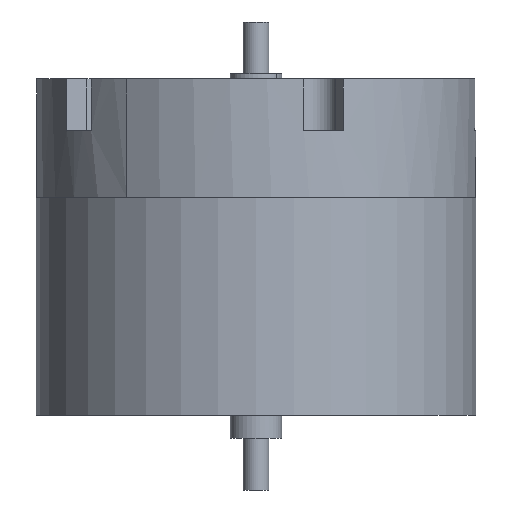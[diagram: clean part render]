
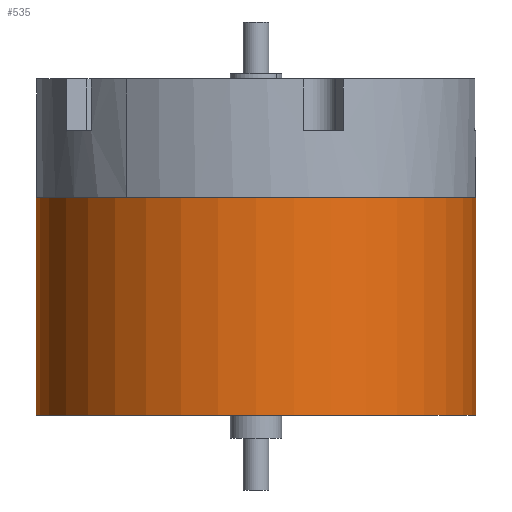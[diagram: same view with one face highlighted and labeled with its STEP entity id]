
A CAD part, front view. The second image highlights one B-rep face of the part: STEP entity #535.
In plain terms, the highlighted cylindrical face has radius 42.5 mm (diameter 85 mm), a partial arc.
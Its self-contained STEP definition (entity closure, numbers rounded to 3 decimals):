
#479=CARTESIAN_POINT('Axis2P3D Location',(0.,0.,3.)) ;
#484=CARTESIAN_POINT('Line Origine',(42.5,0.,21.)) ;
#488=CARTESIAN_POINT('Vertex',(42.5,0.,0.)) ;
#490=CARTESIAN_POINT('Vertex',(42.5,0.,42.)) ;
#497=CARTESIAN_POINT('Vertex',(-42.5,0.,0.)) ;
#500=CARTESIAN_POINT('Line Origine',(-42.5,0.,21.)) ;
#504=CARTESIAN_POINT('Vertex',(-42.5,0.,42.)) ;
#519=CARTESIAN_POINT('Axis2P3D Location',(0.,0.,0.)) ;
#524=CARTESIAN_POINT('Axis2P3D Location',(0.,0.,42.)) ;
#480=DIRECTION('Axis2P3D Direction',(0.,0.,1.)) ;
#481=DIRECTION('Axis2P3D XDirection',(1.,0.,0.)) ;
#485=DIRECTION('Vector Direction',(0.,0.,1.)) ;
#501=DIRECTION('Vector Direction',(0.,0.,1.)) ;
#520=DIRECTION('Axis2P3D Direction',(0.,0.,1.)) ;
#525=DIRECTION('Axis2P3D Direction',(0.,0.,1.)) ;
#482=AXIS2_PLACEMENT_3D('Cylinder Axis2P3D',#479,#480,#481) ;
#521=AXIS2_PLACEMENT_3D('Circle Axis2P3D',#519,#520,$) ;
#526=AXIS2_PLACEMENT_3D('Circle Axis2P3D',#524,#525,$) ;
#530=ORIENTED_EDGE('',*,*,#506,.F.) ;
#531=ORIENTED_EDGE('',*,*,#523,.T.) ;
#532=ORIENTED_EDGE('',*,*,#492,.T.) ;
#533=ORIENTED_EDGE('',*,*,#528,.F.) ;
#486=VECTOR('Line Direction',#485,1.) ;
#502=VECTOR('Line Direction',#501,1.) ;
#535=ADVANCED_FACE('PartBody',(#534),#483,.T.) ;
#522=CIRCLE('generated circle',#521,42.5) ;
#527=CIRCLE('generated circle',#526,42.5) ;
#483=CYLINDRICAL_SURFACE('generated cylinder',#482,42.5) ;
#492=EDGE_CURVE('',#489,#491,#487,.T.) ;
#506=EDGE_CURVE('',#498,#505,#503,.T.) ;
#523=EDGE_CURVE('',#498,#489,#522,.T.) ;
#528=EDGE_CURVE('',#505,#491,#527,.T.) ;
#529=EDGE_LOOP('',(#530,#531,#532,#533)) ;
#534=FACE_OUTER_BOUND('',#529,.T.) ;
#487=LINE('Line',#484,#486) ;
#503=LINE('Line',#500,#502) ;
#489=VERTEX_POINT('',#488) ;
#491=VERTEX_POINT('',#490) ;
#498=VERTEX_POINT('',#497) ;
#505=VERTEX_POINT('',#504) ;
